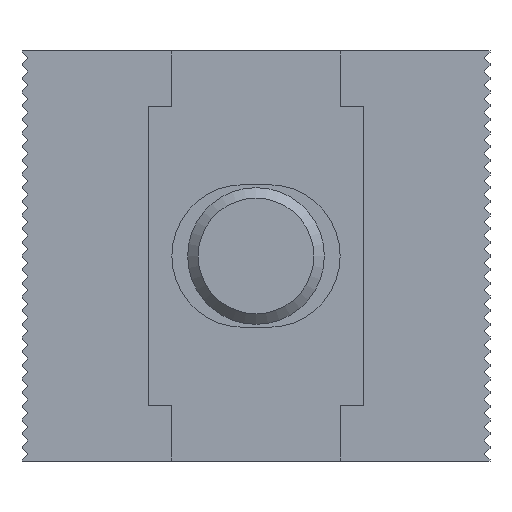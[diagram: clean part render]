
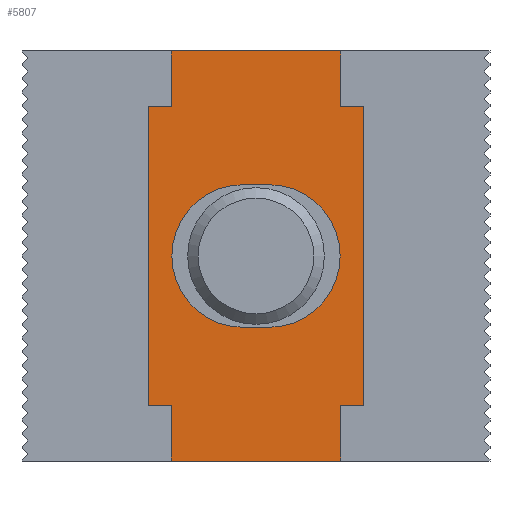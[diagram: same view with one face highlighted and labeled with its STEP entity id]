
A CAD part, front view. The second image highlights one B-rep face of the part: STEP entity #5807.
In plain terms, the highlighted planar face has unit normal (0, -1, 0).
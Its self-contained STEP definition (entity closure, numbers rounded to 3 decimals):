
#5807 = ADVANCED_FACE( '', ( #12418, #12419 ), #12420, .F. );
#12418 = FACE_BOUND( '', #19850, .T. );
#12419 = FACE_OUTER_BOUND( '', #19851, .T. );
#12420 = PLANE( '', #19852 );
#19850 = EDGE_LOOP( '', ( #38436, #38437, #38438, #38439 ) );
#19851 = EDGE_LOOP( '', ( #38440, #38441, #38442, #38443, #38444, #38445, #38446, #38447, #38448, #38449, #38450, #38451 ) );
#19852 = AXIS2_PLACEMENT_3D( '', #38452, #38453, #38454 );
#38436 = ORIENTED_EDGE( '', *, *, #49391, .T. );
#38437 = ORIENTED_EDGE( '', *, *, #54848, .T. );
#38438 = ORIENTED_EDGE( '', *, *, #49132, .T. );
#38439 = ORIENTED_EDGE( '', *, *, #54849, .T. );
#38440 = ORIENTED_EDGE( '', *, *, #54850, .T. );
#38441 = ORIENTED_EDGE( '', *, *, #54851, .F. );
#38442 = ORIENTED_EDGE( '', *, *, #54852, .T. );
#38443 = ORIENTED_EDGE( '', *, *, #51836, .T. );
#38444 = ORIENTED_EDGE( '', *, *, #54853, .T. );
#38445 = ORIENTED_EDGE( '', *, *, #52304, .F. );
#38446 = ORIENTED_EDGE( '', *, *, #49860, .F. );
#38447 = ORIENTED_EDGE( '', *, *, #52252, .F. );
#38448 = ORIENTED_EDGE( '', *, *, #53528, .F. );
#38449 = ORIENTED_EDGE( '', *, *, #54854, .T. );
#38450 = ORIENTED_EDGE( '', *, *, #49856, .F. );
#38451 = ORIENTED_EDGE( '', *, *, #47928, .T. );
#38452 = CARTESIAN_POINT( '', ( -16.493, 0., 24. ) );
#38453 = DIRECTION( '', ( 0., 1., 0. ) );
#38454 = DIRECTION( '', ( 0., 0., 1. ) );
#47928 = EDGE_CURVE( '', #58607, #58605, #58608, .T. );
#49132 = EDGE_CURVE( '', #60705, #60709, #60711, .T. );
#49391 = EDGE_CURVE( '', #61129, #61133, #61135, .T. );
#49856 = EDGE_CURVE( '', #58607, #61925, #61926, .T. );
#49860 = EDGE_CURVE( '', #61931, #61933, #61934, .T. );
#51836 = EDGE_CURVE( '', #65081, #65079, #65082, .T. );
#52252 = EDGE_CURVE( '', #65718, #61931, #65720, .T. );
#52304 = EDGE_CURVE( '', #61933, #65785, #65786, .T. );
#53528 = EDGE_CURVE( '', #67498, #65718, #67500, .T. );
#54848 = EDGE_CURVE( '', #61133, #60705, #69235, .T. );
#54849 = EDGE_CURVE( '', #60709, #61129, #69236, .T. );
#54850 = EDGE_CURVE( '', #58605, #69237, #69238, .T. );
#54851 = EDGE_CURVE( '', #69239, #69237, #69240, .T. );
#54852 = EDGE_CURVE( '', #69239, #65081, #69241, .T. );
#54853 = EDGE_CURVE( '', #65079, #65785, #69242, .T. );
#54854 = EDGE_CURVE( '', #67498, #61925, #69243, .T. );
#58605 = VERTEX_POINT( '', #74159 );
#58607 = VERTEX_POINT( '', #74162 );
#58608 = LINE( '', #74163, #74164 );
#60705 = VERTEX_POINT( '', #77248 );
#60709 = VERTEX_POINT( '', #77254 );
#60711 = LINE( '', #77257, #77258 );
#61129 = VERTEX_POINT( '', #77871 );
#61133 = VERTEX_POINT( '', #77877 );
#61135 = LINE( '', #77880, #77881 );
#61925 = VERTEX_POINT( '', #79053 );
#61926 = LINE( '', #79054, #79055 );
#61931 = VERTEX_POINT( '', #79062 );
#61933 = VERTEX_POINT( '', #79065 );
#61934 = LINE( '', #79066, #79067 );
#65079 = VERTEX_POINT( '', #83827 );
#65081 = VERTEX_POINT( '', #83830 );
#65082 = LINE( '', #83831, #83832 );
#65718 = VERTEX_POINT( '', #84807 );
#65720 = LINE( '', #84810, #84811 );
#65785 = VERTEX_POINT( '', #84908 );
#65786 = LINE( '', #84909, #84910 );
#67498 = VERTEX_POINT( '', #87517 );
#67500 = LINE( '', #87520, #87521 );
#69235 = CIRCLE( '', #90192, 8.35 );
#69236 = CIRCLE( '', #90193, 8.35 );
#69237 = VERTEX_POINT( '', #90194 );
#69238 = LINE( '', #90195, #90196 );
#69239 = VERTEX_POINT( '', #90197 );
#69240 = LINE( '', #90198, #90199 );
#69241 = LINE( '', #90200, #90201 );
#69242 = LINE( '', #90202, #90203 );
#69243 = LINE( '', #90204, #90205 );
#74159 = CARTESIAN_POINT( '', ( -16.493, 0., -17.5 ) );
#74162 = CARTESIAN_POINT( '', ( -16.493, 0., 17.5 ) );
#74163 = CARTESIAN_POINT( '', ( -16.493, 0., 24. ) );
#74164 = VECTOR( '', #93875, 1000. );
#77248 = CARTESIAN_POINT( '', ( -1.5, 0., 8.35 ) );
#77254 = CARTESIAN_POINT( '', ( 1.5, 0., 8.35 ) );
#77257 = CARTESIAN_POINT( '', ( -1.5, 0., 8.35 ) );
#77258 = VECTOR( '', #94887, 1000. );
#77871 = CARTESIAN_POINT( '', ( 1.5, 0., -8.35 ) );
#77877 = CARTESIAN_POINT( '', ( -1.5, 0., -8.35 ) );
#77880 = CARTESIAN_POINT( '', ( 1.5, 0., -8.35 ) );
#77881 = VECTOR( '', #95086, 1000. );
#79053 = CARTESIAN_POINT( '', ( -13.619, 0., 17.5 ) );
#79054 = CARTESIAN_POINT( '', ( -24.5, 0., 17.5 ) );
#79055 = VECTOR( '', #95472, 1000. );
#79062 = CARTESIAN_POINT( '', ( 13.619, 0., 17.5 ) );
#79065 = CARTESIAN_POINT( '', ( 16.493, 0., 17.5 ) );
#79066 = CARTESIAN_POINT( '', ( 13.619, 0., 17.5 ) );
#79067 = VECTOR( '', #95476, 1000. );
#83827 = CARTESIAN_POINT( '', ( 13.619, 0., -17.5 ) );
#83830 = CARTESIAN_POINT( '', ( 13.619, 0., -24. ) );
#83831 = CARTESIAN_POINT( '', ( 13.619, 0., -24. ) );
#83832 = VECTOR( '', #97123, 1000. );
#84807 = CARTESIAN_POINT( '', ( 13.619, 0., 24. ) );
#84810 = CARTESIAN_POINT( '', ( 13.619, 0., 24. ) );
#84811 = VECTOR( '', #97467, 1000. );
#84908 = CARTESIAN_POINT( '', ( 16.493, 0., -17.5 ) );
#84909 = CARTESIAN_POINT( '', ( 16.493, 0., 24. ) );
#84910 = VECTOR( '', #97503, 1000. );
#87517 = CARTESIAN_POINT( '', ( -13.619, 0., 24. ) );
#87520 = CARTESIAN_POINT( '', ( -16.493, 0., 24. ) );
#87521 = VECTOR( '', #98418, 1000. );
#90192 = AXIS2_PLACEMENT_3D( '', #99367, #99368, #99369 );
#90193 = AXIS2_PLACEMENT_3D( '', #99370, #99371, #99372 );
#90194 = CARTESIAN_POINT( '', ( -13.619, 0., -17.5 ) );
#90195 = CARTESIAN_POINT( '', ( -24.5, 0., -17.5 ) );
#90196 = VECTOR( '', #99373, 1000. );
#90197 = CARTESIAN_POINT( '', ( -13.619, 0., -24. ) );
#90198 = CARTESIAN_POINT( '', ( -13.619, 0., -24. ) );
#90199 = VECTOR( '', #99374, 1000. );
#90200 = CARTESIAN_POINT( '', ( -16.493, 0., -24. ) );
#90201 = VECTOR( '', #99375, 1000. );
#90202 = CARTESIAN_POINT( '', ( 13.619, 0., -17.5 ) );
#90203 = VECTOR( '', #99376, 1000. );
#90204 = CARTESIAN_POINT( '', ( -13.619, 0., 24. ) );
#90205 = VECTOR( '', #99377, 1000. );
#93875 = DIRECTION( '', ( 0., 0., -1. ) );
#94887 = DIRECTION( '', ( 1., 0., 0. ) );
#95086 = DIRECTION( '', ( -1., 0., 0. ) );
#95472 = DIRECTION( '', ( 1., 0., 0. ) );
#95476 = DIRECTION( '', ( 1., 0., 0. ) );
#97123 = DIRECTION( '', ( 0., 0., 1. ) );
#97467 = DIRECTION( '', ( 0., 0., -1. ) );
#97503 = DIRECTION( '', ( 0., 0., -1. ) );
#98418 = DIRECTION( '', ( 1., 0., 0. ) );
#99367 = CARTESIAN_POINT( '', ( -1.5, 0., 0. ) );
#99368 = DIRECTION( '', ( 0., 1., 0. ) );
#99369 = DIRECTION( '', ( 1., 0., 0. ) );
#99370 = CARTESIAN_POINT( '', ( 1.5, 0., 0. ) );
#99371 = DIRECTION( '', ( 0., 1., 0. ) );
#99372 = DIRECTION( '', ( 1., 0., 0. ) );
#99373 = DIRECTION( '', ( 1., 0., 0. ) );
#99374 = DIRECTION( '', ( 0., 0., 1. ) );
#99375 = DIRECTION( '', ( 1., 0., 0. ) );
#99376 = DIRECTION( '', ( 1., 0., 0. ) );
#99377 = DIRECTION( '', ( 0., 0., -1. ) );
